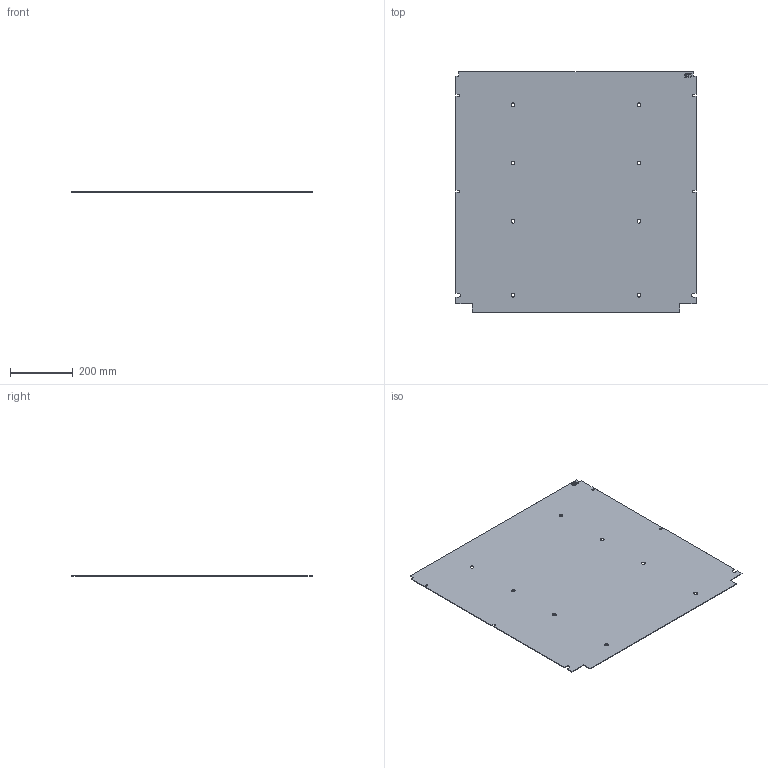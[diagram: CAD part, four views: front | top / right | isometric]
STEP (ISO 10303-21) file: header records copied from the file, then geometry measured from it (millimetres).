
FILE_DESCRIPTION((''),'2;1');
FILE_NAME('KVR_MP-00_ASM','2021-03-08T',('marketing.praksa'),('Audax d.o.o.'),'CREO PARAMETRIC BY PTC INC, 2017480','CREO PARAMETRIC BY PTC INC, 2017480','');
FILE_SCHEMA(('AUTOMOTIVE_DESIGN { 1 0 10303 214 1 1 1 1 }'));
Length unit declared in the file: millimetre
Products named in the file (3): 0_2XHALF_1_1_1_1; PRT0059_1_1_1_1; KVR_MP-00_ASM
Assembly tree (2 placements, depth 2):
  KVR_MP-00_ASM
    0_2XHALF_1_1_1_1
    PRT0059_1_1_1_1
Bounding box: 764 x 765 x 2 mm (x, y, z)
Volume: 1159398.5 mm3; surface area: 1167024.4 mm2
Topology: 2 solids, 2 shells, 111 faces, 317 edges, 213 vertices
Faces by surface type: plane 65, cylinder 46
Entity records: 5633 total; most frequent: CARTESIAN_POINT 653, DIRECTION 646, ORIENTED_EDGE 634, PRESENTATION_STYLE_ASSIGNMENT 430, STYLED_ITEM 430, CURVE_STYLE 317, EDGE_CURVE 317, VECTOR 220
